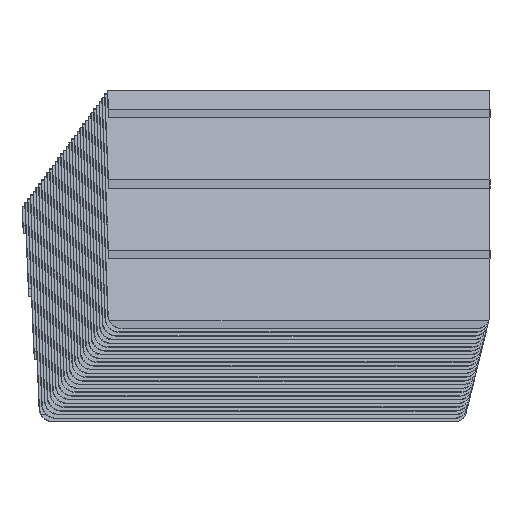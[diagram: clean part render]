
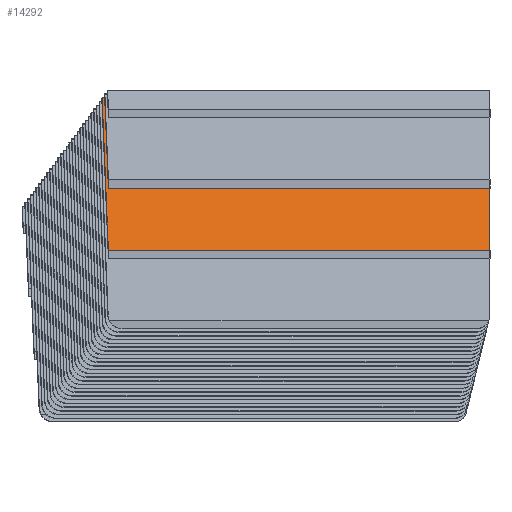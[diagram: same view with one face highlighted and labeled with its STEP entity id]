
A CAD part, left-side view. The second image highlights one B-rep face of the part: STEP entity #14292.
In plain terms, the highlighted planar face has unit normal (-0.967, -0.113, 0.23).
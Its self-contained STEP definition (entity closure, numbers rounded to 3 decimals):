
#14021 = PLANE('',#14022);
#14022 = AXIS2_PLACEMENT_3D('',#14023,#14024,#14025);
#14023 = CARTESIAN_POINT('',(4.407,-24.996,0.));
#14024 = DIRECTION('',(0.174,-0.985,0.));
#14025 = DIRECTION('',(0.,0.,-1.));
#14047 = PLANE('',#14048);
#14048 = AXIS2_PLACEMENT_3D('',#14049,#14050,#14051);
#14049 = CARTESIAN_POINT('',(8501.353,998.106,
    -5649.681));
#14050 = DIRECTION('',(0.993,0.116,0.));
#14051 = DIRECTION('',(0.,0.,-1.));
#14073 = PLANE('',#14074);
#14074 = AXIS2_PLACEMENT_3D('',#14075,#14076,#14077);
#14075 = CARTESIAN_POINT('',(-0.964,16.547,0.));
#14076 = DIRECTION('',(0.058,-0.998,0.));
#14077 = DIRECTION('',(0.,0.,-1.));
#14097 = PLANE('',#14098);
#14098 = AXIS2_PLACEMENT_3D('',#14099,#14100,#14101);
#14099 = CARTESIAN_POINT('',(-5618.388,-652.255,
    9240.217));
#14100 = DIRECTION('',(0.229,0.027,0.973)
  );
#14101 = DIRECTION('',(0.973,0.,-0.229
    ));
#14113 = VERTEX_POINT('',#14114);
#14114 = CARTESIAN_POINT('',(8535.467,1479.26,
    5853.206));
#14133 = EDGE_CURVE('',#14134,#14113,#14136,.T.);
#14134 = VERTEX_POINT('',#14135);
#14135 = CARTESIAN_POINT('',(8446.939,1463.65,
    5474.164));
#14136 = SURFACE_CURVE('',#14137,(#14141,#14147),.PCURVE_S1.);
#14137 = LINE('',#14138,#14139);
#14138 = CARTESIAN_POINT('',(7594.597,1313.36,
    1824.806));
#14139 = VECTOR('',#14140,1.);
#14140 = DIRECTION('',(0.227,0.04,0.973)
  );
#14141 = PCURVE('',#14021,#14142);
#14142 = DEFINITIONAL_REPRESENTATION('',(#14143),#14146);
#14143 = B_SPLINE_CURVE_WITH_KNOTS('',1,(#14144,#14145),.UNSPECIFIED.,
  .F.,.F.,(2,2),(3262.097,4243.786),
  .PIECEWISE_BEZIER_KNOTS.);
#14144 = CARTESIAN_POINT('',(-4998.86,8460.047));
#14145 = CARTESIAN_POINT('',(-5954.053,8686.582));
#14146 = ( GEOMETRIC_REPRESENTATION_CONTEXT(2) 
PARAMETRIC_REPRESENTATION_CONTEXT() REPRESENTATION_CONTEXT('2D SPACE',''
  ) );
#14147 = PCURVE('',#14148,#14153);
#14148 = PLANE('',#14149);
#14149 = AXIS2_PLACEMENT_3D('',#14150,#14151,#14152);
#14150 = CARTESIAN_POINT('',(8458.876,984.26,
    5289.18));
#14151 = DIRECTION('',(-0.967,-0.113,0.23));
#14152 = DIRECTION('',(-0.232,0.,-0.973));
#14153 = DEFINITIONAL_REPRESENTATION('',(#14154),#14157);
#14154 = B_SPLINE_CURVE_WITH_KNOTS('',1,(#14155,#14156),.UNSPECIFIED.,
  .F.,.F.,(2,2),(3262.097,4243.786),
  .PIECEWISE_BEZIER_KNOTS.);
#14155 = CARTESIAN_POINT('',(310.917,-462.779));
#14156 = CARTESIAN_POINT('',(-669.973,-502.37));
#14157 = ( GEOMETRIC_REPRESENTATION_CONTEXT(2) 
PARAMETRIC_REPRESENTATION_CONTEXT() REPRESENTATION_CONTEXT('2D SPACE',''
  ) );
#14183 = EDGE_CURVE('',#14184,#14113,#14186,.T.);
#14184 = VERTEX_POINT('',#14185);
#14185 = CARTESIAN_POINT('',(8647.558,520.265,
    5853.206));
#14186 = SURFACE_CURVE('',#14187,(#14191,#14197),.PCURVE_S1.);
#14187 = LINE('',#14188,#14189);
#14188 = CARTESIAN_POINT('',(8591.001,1004.144,
    5853.206));
#14189 = VECTOR('',#14190,1.);
#14190 = DIRECTION('',(-0.116,0.993,0.)
  );
#14191 = PCURVE('',#14097,#14192);
#14192 = DEFINITIONAL_REPRESENTATION('',(#14193),#14196);
#14193 = B_SPLINE_CURVE_WITH_KNOTS('',1,(#14194,#14195),.UNSPECIFIED.,
  .F.,.F.,(2,2),(-609.759,798.133),
  .PIECEWISE_BEZIER_KNOTS.);
#14194 = CARTESIAN_POINT('',(14676.325,1051.139));
#14195 = CARTESIAN_POINT('',(14517.219,2450.012));
#14196 = ( GEOMETRIC_REPRESENTATION_CONTEXT(2) 
PARAMETRIC_REPRESENTATION_CONTEXT() REPRESENTATION_CONTEXT('2D SPACE',''
  ) );
#14197 = PCURVE('',#14148,#14198);
#14198 = DEFINITIONAL_REPRESENTATION('',(#14199),#14202);
#14199 = B_SPLINE_CURVE_WITH_KNOTS('',1,(#14200,#14201),.UNSPECIFIED.,
  .F.,.F.,(2,2),(-609.759,798.133),
  .PIECEWISE_BEZIER_KNOTS.);
#14200 = CARTESIAN_POINT('',(-595.704,589.526));
#14201 = CARTESIAN_POINT('',(-557.805,-817.855));
#14202 = ( GEOMETRIC_REPRESENTATION_CONTEXT(2) 
PARAMETRIC_REPRESENTATION_CONTEXT() REPRESENTATION_CONTEXT('2D SPACE',''
  ) );
#14227 = VERTEX_POINT('',#14228);
#14228 = CARTESIAN_POINT('',(8557.815,515.039,
    5474.164));
#14249 = EDGE_CURVE('',#14227,#14184,#14250,.T.);
#14250 = SURFACE_CURVE('',#14251,(#14255,#14261),.PCURVE_S1.);
#14251 = LINE('',#14252,#14253);
#14252 = CARTESIAN_POINT('',(7693.776,464.714,
    1824.748));
#14253 = VECTOR('',#14254,1.);
#14254 = DIRECTION('',(0.23,0.013,0.973)
  );
#14255 = PCURVE('',#14073,#14256);
#14256 = DEFINITIONAL_REPRESENTATION('',(#14257),#14260);
#14257 = B_SPLINE_CURVE_WITH_KNOTS('',1,(#14258,#14259),.UNSPECIFIED.,
  .F.,.F.,(2,2),(3262.157,4243.845),
  .PIECEWISE_BEZIER_KNOTS.);
#14258 = CARTESIAN_POINT('',(-4998.86,8460.56));
#14259 = CARTESIAN_POINT('',(-5954.053,8687.095));
#14260 = ( GEOMETRIC_REPRESENTATION_CONTEXT(2) 
PARAMETRIC_REPRESENTATION_CONTEXT() REPRESENTATION_CONTEXT('2D SPACE',''
  ) );
#14261 = PCURVE('',#14148,#14262);
#14262 = DEFINITIONAL_REPRESENTATION('',(#14263),#14266);
#14263 = B_SPLINE_CURVE_WITH_KNOTS('',1,(#14264,#14265),.UNSPECIFIED.,
  .F.,.F.,(2,2),(3262.157,4243.845),
  .PIECEWISE_BEZIER_KNOTS.);
#14264 = CARTESIAN_POINT('',(285.56,478.841));
#14265 = CARTESIAN_POINT('',(-696.039,465.584));
#14266 = ( GEOMETRIC_REPRESENTATION_CONTEXT(2) 
PARAMETRIC_REPRESENTATION_CONTEXT() REPRESENTATION_CONTEXT('2D SPACE',''
  ) );
#14272 = EDGE_CURVE('',#14227,#14134,#14273,.T.);
#14273 = SURFACE_CURVE('',#14274,(#14278,#14284),.PCURVE_S1.);
#14274 = LINE('',#14275,#14276);
#14275 = CARTESIAN_POINT('',(8501.865,993.725,
    5474.164));
#14276 = VECTOR('',#14277,1.);
#14277 = DIRECTION('',(-0.116,0.993,0.)
  );
#14278 = PCURVE('',#14047,#14279);
#14279 = DEFINITIONAL_REPRESENTATION('',(#14280),#14283);
#14280 = B_SPLINE_CURVE_WITH_KNOTS('',1,(#14281,#14282),.UNSPECIFIED.,
  .F.,.F.,(2,2),(-577.452,568.631),
  .PIECEWISE_BEZIER_KNOTS.);
#14281 = CARTESIAN_POINT('',(-11123.846,-581.863));
#14282 = CARTESIAN_POINT('',(-11123.846,564.22));
#14283 = ( GEOMETRIC_REPRESENTATION_CONTEXT(2) 
PARAMETRIC_REPRESENTATION_CONTEXT() REPRESENTATION_CONTEXT('2D SPACE',''
  ) );
#14284 = PCURVE('',#14148,#14285);
#14285 = DEFINITIONAL_REPRESENTATION('',(#14286),#14289);
#14286 = B_SPLINE_CURVE_WITH_KNOTS('',1,(#14287,#14288),.UNSPECIFIED.,
  .F.,.F.,(2,2),(-577.452,568.631),
  .PIECEWISE_BEZIER_KNOTS.);
#14287 = CARTESIAN_POINT('',(-205.455,567.717));
#14288 = CARTESIAN_POINT('',(-174.603,-577.951));
#14289 = ( GEOMETRIC_REPRESENTATION_CONTEXT(2) 
PARAMETRIC_REPRESENTATION_CONTEXT() REPRESENTATION_CONTEXT('2D SPACE',''
  ) );
#14292 = ADVANCED_FACE('',(#14293),#14148,.T.);
#14293 = FACE_BOUND('',#14294,.T.);
#14294 = EDGE_LOOP('',(#14295,#14296,#14297,#14298));
#14295 = ORIENTED_EDGE('',*,*,#14133,.F.);
#14296 = ORIENTED_EDGE('',*,*,#14272,.F.);
#14297 = ORIENTED_EDGE('',*,*,#14249,.T.);
#14298 = ORIENTED_EDGE('',*,*,#14183,.T.);
